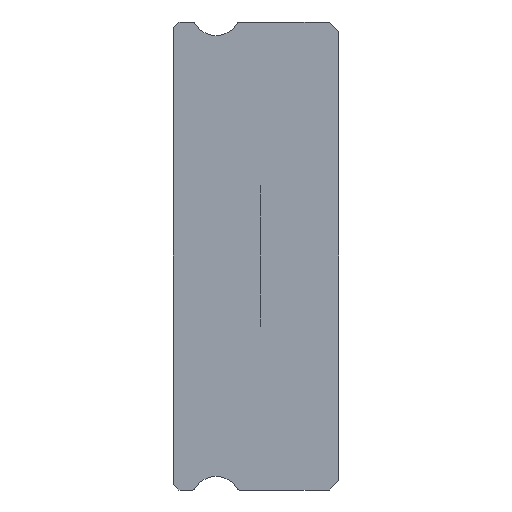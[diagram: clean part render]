
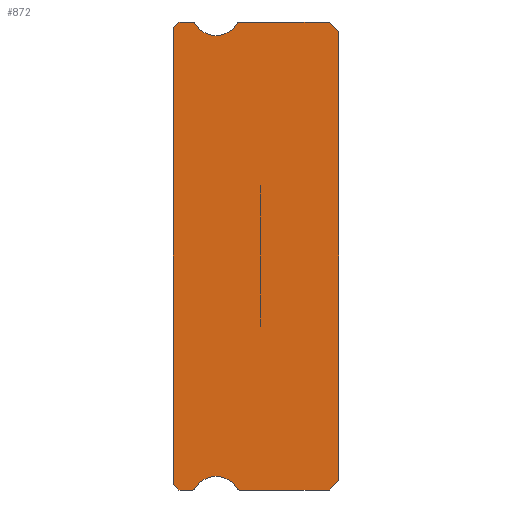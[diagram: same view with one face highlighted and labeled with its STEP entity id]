
A CAD part, left-side view. The second image highlights one B-rep face of the part: STEP entity #872.
In plain terms, the highlighted planar face has unit normal (-1, 0, 0).
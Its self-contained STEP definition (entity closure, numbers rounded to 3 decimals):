
#16 = AXIS2_PLACEMENT_3D ( 'NONE', #3758, #1031, #938 ) ;
#36 = DIRECTION ( 'NONE',  ( 0., 0., 1. ) ) ;
#46 = DIRECTION ( 'NONE',  ( 0., 0., -1. ) ) ;
#82 = DIRECTION ( 'NONE',  ( 0., -0.707, -0.707 ) ) ;
#137 = CARTESIAN_POINT ( 'NONE',  ( -5., 0., -11.5 ) ) ;
#172 = CARTESIAN_POINT ( 'NONE',  ( -5., 7.512, 12. ) ) ;
#174 = ORIENTED_EDGE ( 'NONE', *, *, #3391, .F. ) ;
#196 = EDGE_CURVE ( 'NONE', #1708, #1309, #3259, .T. ) ;
#241 = VERTEX_POINT ( 'NONE', #1689 ) ;
#257 = CARTESIAN_POINT ( 'NONE',  ( -5., 8.2, -12. ) ) ;
#304 = EDGE_CURVE ( 'NONE', #241, #3894, #3944, .T. ) ;
#317 = CARTESIAN_POINT ( 'NONE',  ( -5., 5.088, 12. ) ) ;
#379 = CARTESIAN_POINT ( 'NONE',  ( -5., 7.383, 11.925 ) ) ;
#396 = EDGE_CURVE ( 'NONE', #444, #1681, #3300, .T. ) ;
#406 = ORIENTED_EDGE ( 'NONE', *, *, #2822, .T. ) ;
#425 = CARTESIAN_POINT ( 'NONE',  ( -5., 6.3, 11.3 ) ) ;
#444 = VERTEX_POINT ( 'NONE', #172 ) ;
#483 = ORIENTED_EDGE ( 'NONE', *, *, #3782, .F. ) ;
#487 = CIRCLE ( 'NONE', #2767, 0.15 ) ;
#513 = EDGE_CURVE ( 'NONE', #690, #1380, #1541, .T. ) ;
#514 = CARTESIAN_POINT ( 'NONE',  ( -5., 6.3, -12.55 ) ) ;
#522 = LINE ( 'NONE', #3974, #2111 ) ;
#552 = VECTOR ( 'NONE', #2908, 1000. ) ;
#601 = AXIS2_PLACEMENT_3D ( 'NONE', #1598, #2860, #46 ) ;
#678 = EDGE_CURVE ( 'NONE', #444, #1321, #487, .T. ) ;
#690 = VERTEX_POINT ( 'NONE', #1316 ) ;
#734 = ORIENTED_EDGE ( 'NONE', *, *, #513, .F. ) ;
#745 = AXIS2_PLACEMENT_3D ( 'NONE', #3056, #1798, #3038 ) ;
#805 = DIRECTION ( 'NONE',  ( 0., 1., 0. ) ) ;
#807 = ORIENTED_EDGE ( 'NONE', *, *, #678, .F. ) ;
#872 = ADVANCED_FACE ( 'NONE', ( #1192 ), #2430, .F. ) ;
#938 = DIRECTION ( 'NONE',  ( 0., 0., -1. ) ) ;
#977 = DIRECTION ( 'NONE',  ( 0., 0., -1. ) ) ;
#1012 = LINE ( 'NONE', #3188, #3077 ) ;
#1031 = DIRECTION ( 'NONE',  ( -1., 0., 0. ) ) ;
#1034 = DIRECTION ( 'NONE',  ( 1., 0., 0. ) ) ;
#1056 = CARTESIAN_POINT ( 'NONE',  ( -5., 5.088, 11.85 ) ) ;
#1115 = VERTEX_POINT ( 'NONE', #425 ) ;
#1139 = CARTESIAN_POINT ( 'NONE',  ( -5., 0., 11.5 ) ) ;
#1157 = AXIS2_PLACEMENT_3D ( 'NONE', #2719, #1855, #3979 ) ;
#1161 = EDGE_CURVE ( 'NONE', #1309, #3894, #2551, .T. ) ;
#1171 = DIRECTION ( 'NONE',  ( 0., -1., 0. ) ) ;
#1192 = FACE_OUTER_BOUND ( 'NONE', #2432, .T. ) ;
#1217 = LINE ( 'NONE', #3984, #2912 ) ;
#1281 = EDGE_CURVE ( 'NONE', #2528, #2694, #1012, .T. ) ;
#1309 = VERTEX_POINT ( 'NONE', #1887 ) ;
#1316 = CARTESIAN_POINT ( 'NONE',  ( -5., 0.5, -12. ) ) ;
#1321 = VERTEX_POINT ( 'NONE', #379 ) ;
#1380 = VERTEX_POINT ( 'NONE', #1666 ) ;
#1387 = EDGE_CURVE ( 'NONE', #1115, #1568, #2435, .T. ) ;
#1447 = DIRECTION ( 'NONE',  ( 0., 0., -1. ) ) ;
#1466 = EDGE_CURVE ( 'NONE', #2365, #2563, #3880, .T. ) ;
#1469 = CIRCLE ( 'NONE', #745, 0.15 ) ;
#1474 = VECTOR ( 'NONE', #2780, 1000. ) ;
#1492 = VERTEX_POINT ( 'NONE', #1704 ) ;
#1541 = LINE ( 'NONE', #2479, #1474 ) ;
#1568 = VERTEX_POINT ( 'NONE', #3022 ) ;
#1598 = CARTESIAN_POINT ( 'NONE',  ( -5., 6.3, 12.55 ) ) ;
#1666 = CARTESIAN_POINT ( 'NONE',  ( -5., 5.088, -12. ) ) ;
#1678 = VECTOR ( 'NONE', #36, 1000. ) ;
#1681 = VERTEX_POINT ( 'NONE', #2758 ) ;
#1689 = CARTESIAN_POINT ( 'NONE',  ( -5., 0., -11.5 ) ) ;
#1703 = ORIENTED_EDGE ( 'NONE', *, *, #3910, .F. ) ;
#1704 = CARTESIAN_POINT ( 'NONE',  ( -5., 7.512, -12. ) ) ;
#1706 = ORIENTED_EDGE ( 'NONE', *, *, #3004, .F. ) ;
#1708 = VERTEX_POINT ( 'NONE', #317 ) ;
#1748 = CIRCLE ( 'NONE', #3642, 0.15 ) ;
#1749 = EDGE_CURVE ( 'NONE', #1321, #1115, #3146, .T. ) ;
#1752 = AXIS2_PLACEMENT_3D ( 'NONE', #3709, #2192, #977 ) ;
#1798 = DIRECTION ( 'NONE',  ( 1., 0., 0. ) ) ;
#1855 = DIRECTION ( 'NONE',  ( 1., 0., 0. ) ) ;
#1887 = CARTESIAN_POINT ( 'NONE',  ( -5., 0.5, 12. ) ) ;
#1916 = ORIENTED_EDGE ( 'NONE', *, *, #396, .T. ) ;
#2010 = DIRECTION ( 'NONE',  ( 1., 0., 0. ) ) ;
#2052 = VECTOR ( 'NONE', #2744, 1000. ) ;
#2083 = ORIENTED_EDGE ( 'NONE', *, *, #1281, .T. ) ;
#2097 = EDGE_CURVE ( 'NONE', #1380, #2365, #1469, .T. ) ;
#2111 = VECTOR ( 'NONE', #1171, 1000. ) ;
#2162 = VECTOR ( 'NONE', #2246, 1000. ) ;
#2181 = ORIENTED_EDGE ( 'NONE', *, *, #2542, .T. ) ;
#2192 = DIRECTION ( 'NONE',  ( 1., 0., 0. ) ) ;
#2246 = DIRECTION ( 'NONE',  ( 0., -0.707, -0.707 ) ) ;
#2291 = DIRECTION ( 'NONE',  ( 0., 0., -1. ) ) ;
#2299 = CARTESIAN_POINT ( 'NONE',  ( -5., 0., 11.5 ) ) ;
#2365 = VERTEX_POINT ( 'NONE', #3571 ) ;
#2393 = DIRECTION ( 'NONE',  ( 0., 0.707, -0.707 ) ) ;
#2408 = ORIENTED_EDGE ( 'NONE', *, *, #1749, .F. ) ;
#2430 = PLANE ( 'NONE',  #1157 ) ;
#2432 = EDGE_LOOP ( 'NONE', ( #1706, #2083, #2181, #483, #3653, #2680, #734, #1703, #2659, #2893, #2974, #174, #2755, #2408, #807, #1916, #406 ) ) ;
#2435 = CIRCLE ( 'NONE', #601, 1.25 ) ;
#2466 = VECTOR ( 'NONE', #3816, 1000. ) ;
#2479 = CARTESIAN_POINT ( 'NONE',  ( -5., 7.512, -12. ) ) ;
#2528 = VERTEX_POINT ( 'NONE', #3326 ) ;
#2542 = EDGE_CURVE ( 'NONE', #2694, #1492, #522, .T. ) ;
#2551 = LINE ( 'NONE', #3166, #2162 ) ;
#2563 = VERTEX_POINT ( 'NONE', #3033 ) ;
#2607 = CARTESIAN_POINT ( 'NONE',  ( -5., 7.512, 12. ) ) ;
#2638 = VECTOR ( 'NONE', #805, 1000. ) ;
#2659 = ORIENTED_EDGE ( 'NONE', *, *, #304, .T. ) ;
#2680 = ORIENTED_EDGE ( 'NONE', *, *, #2097, .F. ) ;
#2694 = VERTEX_POINT ( 'NONE', #257 ) ;
#2719 = CARTESIAN_POINT ( 'NONE',  ( -5., 7.512, 11.85 ) ) ;
#2744 = DIRECTION ( 'NONE',  ( 0., 0., 1. ) ) ;
#2755 = ORIENTED_EDGE ( 'NONE', *, *, #1387, .F. ) ;
#2758 = CARTESIAN_POINT ( 'NONE',  ( -5., 8.2, 12. ) ) ;
#2767 = AXIS2_PLACEMENT_3D ( 'NONE', #3832, #1034, #2291 ) ;
#2780 = DIRECTION ( 'NONE',  ( 0., 1., 0. ) ) ;
#2806 = LINE ( 'NONE', #3792, #1678 ) ;
#2822 = EDGE_CURVE ( 'NONE', #1681, #3113, #1217, .T. ) ;
#2860 = DIRECTION ( 'NONE',  ( -1., 0., 0. ) ) ;
#2893 = ORIENTED_EDGE ( 'NONE', *, *, #1161, .F. ) ;
#2908 = DIRECTION ( 'NONE',  ( 0., -1., 0. ) ) ;
#2912 = VECTOR ( 'NONE', #2393, 1000. ) ;
#2974 = ORIENTED_EDGE ( 'NONE', *, *, #196, .F. ) ;
#3004 = EDGE_CURVE ( 'NONE', #2528, #3113, #2806, .T. ) ;
#3022 = CARTESIAN_POINT ( 'NONE',  ( -5., 5.217, 11.925 ) ) ;
#3033 = CARTESIAN_POINT ( 'NONE',  ( -5., 7.383, -11.925 ) ) ;
#3038 = DIRECTION ( 'NONE',  ( 0., 0., -1. ) ) ;
#3056 = CARTESIAN_POINT ( 'NONE',  ( -5., 5.088, -11.85 ) ) ;
#3077 = VECTOR ( 'NONE', #82, 1000. ) ;
#3113 = VERTEX_POINT ( 'NONE', #3757 ) ;
#3146 = CIRCLE ( 'NONE', #16, 1.25 ) ;
#3166 = CARTESIAN_POINT ( 'NONE',  ( -5., 0.5, 12. ) ) ;
#3178 = CIRCLE ( 'NONE', #1752, 0.15 ) ;
#3188 = CARTESIAN_POINT ( 'NONE',  ( -5., 8.2, -12. ) ) ;
#3259 = LINE ( 'NONE', #2607, #552 ) ;
#3262 = LINE ( 'NONE', #137, #2466 ) ;
#3276 = DIRECTION ( 'NONE',  ( -1., 0., 0. ) ) ;
#3300 = LINE ( 'NONE', #3660, #2638 ) ;
#3326 = CARTESIAN_POINT ( 'NONE',  ( -5., 8.5, -11.7 ) ) ;
#3391 = EDGE_CURVE ( 'NONE', #1568, #1708, #1748, .T. ) ;
#3571 = CARTESIAN_POINT ( 'NONE',  ( -5., 5.217, -11.925 ) ) ;
#3642 = AXIS2_PLACEMENT_3D ( 'NONE', #1056, #2010, #3879 ) ;
#3653 = ORIENTED_EDGE ( 'NONE', *, *, #1466, .F. ) ;
#3660 = CARTESIAN_POINT ( 'NONE',  ( -5., 8.2, 12. ) ) ;
#3669 = AXIS2_PLACEMENT_3D ( 'NONE', #514, #3276, #1447 ) ;
#3709 = CARTESIAN_POINT ( 'NONE',  ( -5., 7.512, -11.85 ) ) ;
#3757 = CARTESIAN_POINT ( 'NONE',  ( -5., 8.5, 11.7 ) ) ;
#3758 = CARTESIAN_POINT ( 'NONE',  ( -5., 6.3, 12.55 ) ) ;
#3782 = EDGE_CURVE ( 'NONE', #2563, #1492, #3178, .T. ) ;
#3792 = CARTESIAN_POINT ( 'NONE',  ( -5., 8.5, 11.85 ) ) ;
#3816 = DIRECTION ( 'NONE',  ( 0., 0.707, -0.707 ) ) ;
#3832 = CARTESIAN_POINT ( 'NONE',  ( -5., 7.512, 11.85 ) ) ;
#3879 = DIRECTION ( 'NONE',  ( 0., 0., -1. ) ) ;
#3880 = CIRCLE ( 'NONE', #3669, 1.25 ) ;
#3894 = VERTEX_POINT ( 'NONE', #2299 ) ;
#3910 = EDGE_CURVE ( 'NONE', #241, #690, #3262, .T. ) ;
#3944 = LINE ( 'NONE', #1139, #2052 ) ;
#3974 = CARTESIAN_POINT ( 'NONE',  ( -5., 7.512, -12. ) ) ;
#3979 = DIRECTION ( 'NONE',  ( 0., 0., -1. ) ) ;
#3984 = CARTESIAN_POINT ( 'NONE',  ( -5., 8.5, 11.7 ) ) ;
